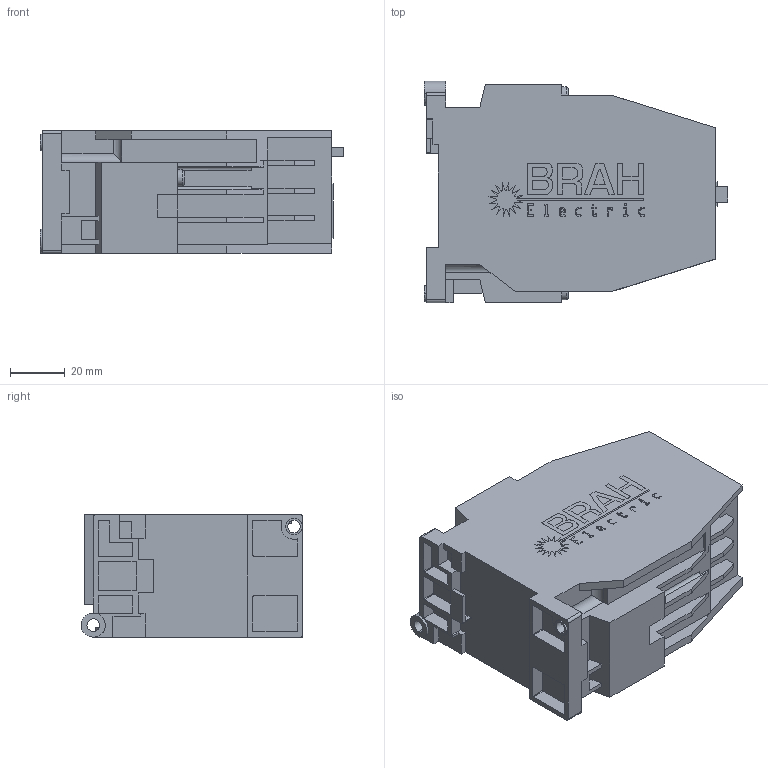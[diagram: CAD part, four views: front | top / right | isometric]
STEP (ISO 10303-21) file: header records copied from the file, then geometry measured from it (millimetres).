
FILE_DESCRIPTION (( 'STEP AP203' ), '1' );
FILE_NAME ('B3TB4322.STEP', '2021-02-10T22:25:13', ( '' ), ( '' ), 'SwSTEP 2.0', 'SolidWorks 2020', '' );
FILE_SCHEMA (( 'CONFIG_CONTROL_DESIGN' ));
Length unit declared in the file: millimetre
Products named in the file (1): B3TB4322
Bounding box: 111.25 x 81.15 x 45 mm (x, y, z)
Volume: 291633.7 mm3; surface area: 39431 mm2
Topology: 1 solids, 1 shells, 612 faces, 1687 edges, 1121 vertices
Faces by surface type: plane 409, cylinder 110, bspline 89, torus 4
Entity records: 22113 total; most frequent: CARTESIAN_POINT 6816, ORIENTED_EDGE 3374, DIRECTION 2778, EDGE_CURVE 1687, VECTOR 1276, LINE 1276, VERTEX_POINT 1121, AXIS2_PLACEMENT_3D 751
